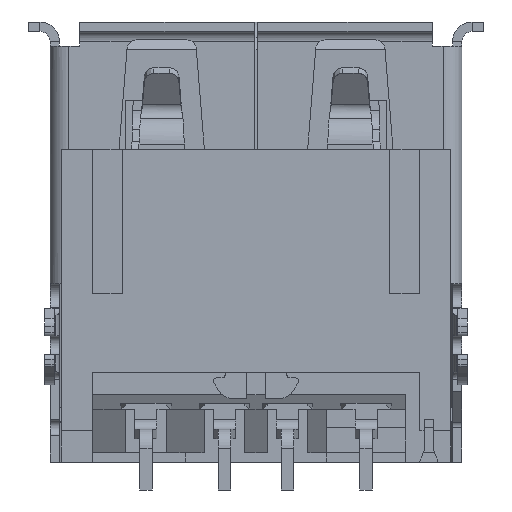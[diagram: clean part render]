
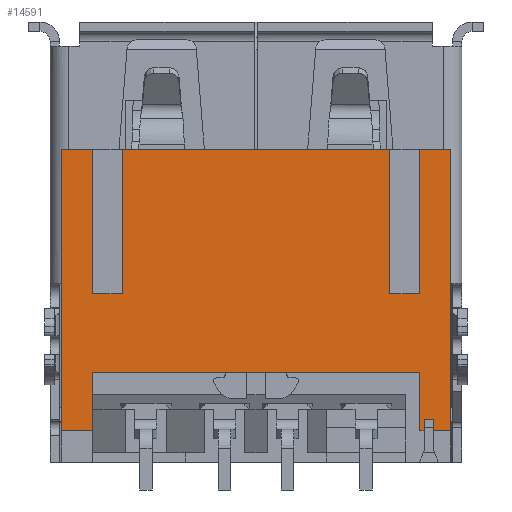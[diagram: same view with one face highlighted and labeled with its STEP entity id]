
A CAD part, front view. The second image highlights one B-rep face of the part: STEP entity #14591.
In plain terms, the highlighted planar face has unit normal (0, -1, 0).
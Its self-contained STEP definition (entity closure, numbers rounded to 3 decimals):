
#756=DIRECTION('',(0.,0.,-1.));
#757=VECTOR('',#756,8.96);
#758=CARTESIAN_POINT('',(-6.2,0.42,9.96));
#759=LINE('8526',#758,#757);
#835=DIRECTION('',(0.,0.,1.));
#836=VECTOR('',#835,1.86);
#837=CARTESIAN_POINT('',(-5.2,0.42,1.));
#838=LINE('8489',#837,#836);
#867=DIRECTION('',(-1.,0.,0.));
#868=VECTOR('',#867,10.4);
#869=CARTESIAN_POINT('',(5.2,0.42,2.86));
#870=LINE('8488',#869,#868);
#871=DIRECTION('',(-1.,0.,0.));
#872=VECTOR('',#871,0.95);
#873=CARTESIAN_POINT('',(5.2,0.42,5.36));
#874=LINE('8494',#873,#872);
#883=DIRECTION('',(0.,0.,1.));
#884=VECTOR('',#883,4.6);
#885=CARTESIAN_POINT('',(4.25,0.42,5.36));
#886=LINE('8492',#885,#884);
#903=DIRECTION('',(-1.,0.,0.));
#904=VECTOR('',#903,1.);
#905=CARTESIAN_POINT('',(-5.2,0.42,9.96));
#906=LINE('8505',#905,#904);
#907=DIRECTION('',(-1.,0.,0.));
#908=VECTOR('',#907,1.);
#909=CARTESIAN_POINT('',(6.2,0.42,9.96));
#910=LINE('8509',#909,#908);
#915=DIRECTION('',(-1.,0.,0.));
#916=VECTOR('',#915,8.5);
#917=CARTESIAN_POINT('',(4.25,0.42,9.96));
#918=LINE('8513',#917,#916);
#931=DIRECTION('',(0.,0.,-1.));
#932=VECTOR('',#931,4.6);
#933=CARTESIAN_POINT('',(-4.25,0.42,9.96));
#934=LINE('8515',#933,#932);
#935=DIRECTION('',(-1.,0.,0.));
#936=VECTOR('',#935,0.95);
#937=CARTESIAN_POINT('',(-4.25,0.42,5.36));
#938=LINE('8493',#937,#936);
#947=DIRECTION('',(0.,0.,1.));
#948=VECTOR('',#947,4.6);
#949=CARTESIAN_POINT('',(-5.2,0.42,5.36));
#950=LINE('8491',#949,#948);
#2450=DIRECTION('',(0.,0.,1.));
#2451=VECTOR('',#2450,8.96);
#2452=CARTESIAN_POINT('',(6.2,0.42,1.));
#2453=LINE('8637',#2452,#2451);
#6620=DIRECTION('',(0.,0.,1.));
#6621=VECTOR('',#6620,0.36);
#6622=CARTESIAN_POINT('',(5.35,0.42,1.));
#6623=LINE('8485',#6622,#6621);
#6694=DIRECTION('',(1.,0.,0.));
#6695=VECTOR('',#6694,0.15);
#6696=CARTESIAN_POINT('',(5.2,0.42,1.));
#6697=LINE('8486',#6696,#6695);
#6698=DIRECTION('',(0.,0.,-1.));
#6699=VECTOR('',#6698,1.86);
#6700=CARTESIAN_POINT('',(5.2,0.42,2.86));
#6701=LINE('8487',#6700,#6699);
#10199=DIRECTION('',(1.,0.,0.));
#10200=VECTOR('',#10199,0.3);
#10201=CARTESIAN_POINT('',(5.35,0.42,1.36));
#10202=LINE('8484',#10201,#10200);
#10219=DIRECTION('',(0.,0.,-1.));
#10220=VECTOR('',#10219,0.36);
#10221=CARTESIAN_POINT('',(5.65,0.42,1.36));
#10222=LINE('8483',#10221,#10220);
#10251=DIRECTION('',(1.,0.,0.));
#10252=VECTOR('',#10251,0.55);
#10253=CARTESIAN_POINT('',(5.65,0.42,1.));
#10254=LINE('8482',#10253,#10252);
#10287=DIRECTION('',(0.,0.,-1.));
#10288=VECTOR('',#10287,4.6);
#10289=CARTESIAN_POINT('',(5.2,0.42,9.96));
#10290=LINE('8960',#10289,#10288);
#10295=DIRECTION('',(1.,0.,0.));
#10296=VECTOR('',#10295,1.);
#10297=CARTESIAN_POINT('',(-6.2,0.42,1.));
#10298=LINE('8490',#10297,#10296);
#10951=CARTESIAN_POINT('',(5.2,0.42,2.86));
#10953=VERTEX_POINT('',#10951);
#10956=CARTESIAN_POINT('',(-5.2,0.42,2.86));
#10957=VERTEX_POINT('',#10956);
#10958=CARTESIAN_POINT('',(5.65,0.42,1.));
#10959=CARTESIAN_POINT('',(6.2,0.42,1.));
#10960=VERTEX_POINT('',#10958);
#10961=VERTEX_POINT('',#10959);
#10962=CARTESIAN_POINT('',(5.65,0.42,1.36));
#10963=VERTEX_POINT('',#10962);
#10964=CARTESIAN_POINT('',(5.35,0.42,1.36));
#10965=VERTEX_POINT('',#10964);
#10966=CARTESIAN_POINT('',(5.35,0.42,1.));
#10967=VERTEX_POINT('',#10966);
#10968=CARTESIAN_POINT('',(5.2,0.42,1.));
#10969=VERTEX_POINT('',#10968);
#10970=CARTESIAN_POINT('',(-5.2,0.42,1.));
#10971=VERTEX_POINT('',#10970);
#10972=CARTESIAN_POINT('',(-6.2,0.42,1.));
#10973=VERTEX_POINT('',#10972);
#10974=CARTESIAN_POINT('',(-5.2,0.42,5.36));
#10975=CARTESIAN_POINT('',(-5.2,0.42,9.96));
#10976=VERTEX_POINT('',#10974);
#10977=VERTEX_POINT('',#10975);
#10978=CARTESIAN_POINT('',(4.25,0.42,5.36));
#10979=CARTESIAN_POINT('',(4.25,0.42,9.96));
#10980=VERTEX_POINT('',#10978);
#10981=VERTEX_POINT('',#10979);
#10982=CARTESIAN_POINT('',(-4.25,0.42,5.36));
#10983=VERTEX_POINT('',#10982);
#10984=CARTESIAN_POINT('',(5.2,0.42,5.36));
#10985=VERTEX_POINT('',#10984);
#11002=CARTESIAN_POINT('',(-4.25,0.42,9.96));
#11003=VERTEX_POINT('',#11002);
#11004=CARTESIAN_POINT('',(-6.2,0.42,9.96));
#11005=VERTEX_POINT('',#11004);
#11014=CARTESIAN_POINT('',(6.2,0.42,9.96));
#11015=CARTESIAN_POINT('',(5.2,0.42,9.96));
#11016=VERTEX_POINT('',#11014);
#11017=VERTEX_POINT('',#11015);
#14546=CARTESIAN_POINT('',(0.,0.42,5.48));
#14547=DIRECTION('',(0.,1.,0.));
#14548=DIRECTION('',(-1.,0.,0.));
#14549=AXIS2_PLACEMENT_3D('',#14546,#14547,#14548);
#14550=PLANE('10858',#14549);
#14552=ORIENTED_EDGE('8494',*,*,#14551,.F.);
#14554=ORIENTED_EDGE('8960',*,*,#14553,.F.);
#14556=ORIENTED_EDGE('8509',*,*,#14555,.F.);
#14558=ORIENTED_EDGE('8637',*,*,#14557,.F.);
#14560=ORIENTED_EDGE('8482',*,*,#14559,.F.);
#14562=ORIENTED_EDGE('8483',*,*,#14561,.F.);
#14564=ORIENTED_EDGE('8484',*,*,#14563,.F.);
#14566=ORIENTED_EDGE('8485',*,*,#14565,.F.);
#14568=ORIENTED_EDGE('8486',*,*,#14567,.F.);
#14570=ORIENTED_EDGE('8487',*,*,#14569,.F.);
#14572=ORIENTED_EDGE('8488',*,*,#14571,.T.);
#14573=ORIENTED_EDGE('8489',*,*,#14515,.F.);
#14575=ORIENTED_EDGE('8490',*,*,#14574,.F.);
#14576=ORIENTED_EDGE('8526',*,*,#14371,.F.);
#14578=ORIENTED_EDGE('8505',*,*,#14577,.F.);
#14580=ORIENTED_EDGE('8491',*,*,#14579,.F.);
#14582=ORIENTED_EDGE('8493',*,*,#14581,.F.);
#14584=ORIENTED_EDGE('8515',*,*,#14583,.F.);
#14586=ORIENTED_EDGE('8513',*,*,#14585,.F.);
#14588=ORIENTED_EDGE('8492',*,*,#14587,.F.);
#14589=EDGE_LOOP('10858',(#14552,#14554,#14556,#14558,#14560,#14562,#14564,
#14566,#14568,#14570,#14572,#14573,#14575,#14576,#14578,#14580,#14582,#14584,
#14586,#14588));
#14590=FACE_OUTER_BOUND('10858',#14589,.F.);
#14371=EDGE_CURVE('8526',#11005,#10973,#759,.T.);
#14515=EDGE_CURVE('8489',#10971,#10957,#838,.T.);
#14551=EDGE_CURVE('8494',#10985,#10980,#874,.T.);
#14553=EDGE_CURVE('8960',#11017,#10985,#10290,.T.);
#14555=EDGE_CURVE('8509',#11016,#11017,#910,.T.);
#14557=EDGE_CURVE('8637',#10961,#11016,#2453,.T.);
#14559=EDGE_CURVE('8482',#10960,#10961,#10254,.T.);
#14561=EDGE_CURVE('8483',#10963,#10960,#10222,.T.);
#14563=EDGE_CURVE('8484',#10965,#10963,#10202,.T.);
#14565=EDGE_CURVE('8485',#10967,#10965,#6623,.T.);
#14567=EDGE_CURVE('8486',#10969,#10967,#6697,.T.);
#14569=EDGE_CURVE('8487',#10953,#10969,#6701,.T.);
#14571=EDGE_CURVE('8488',#10953,#10957,#870,.T.);
#14574=EDGE_CURVE('8490',#10973,#10971,#10298,.T.);
#14577=EDGE_CURVE('8505',#10977,#11005,#906,.T.);
#14579=EDGE_CURVE('8491',#10976,#10977,#950,.T.);
#14581=EDGE_CURVE('8493',#10983,#10976,#938,.T.);
#14583=EDGE_CURVE('8515',#11003,#10983,#934,.T.);
#14585=EDGE_CURVE('8513',#10981,#11003,#918,.T.);
#14587=EDGE_CURVE('8492',#10980,#10981,#886,.T.);
#14591=ADVANCED_FACE('10858',(#14590),#14550,.F.);
